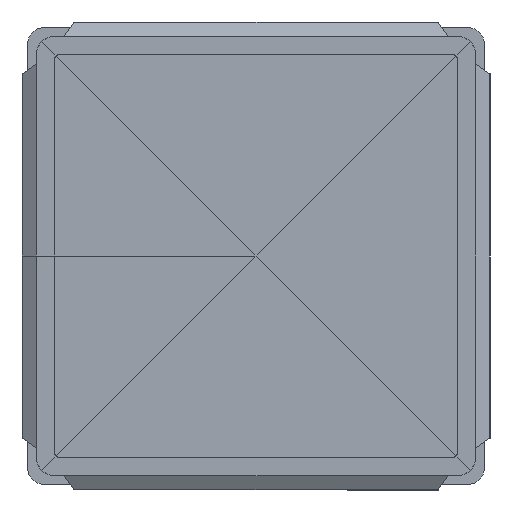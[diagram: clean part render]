
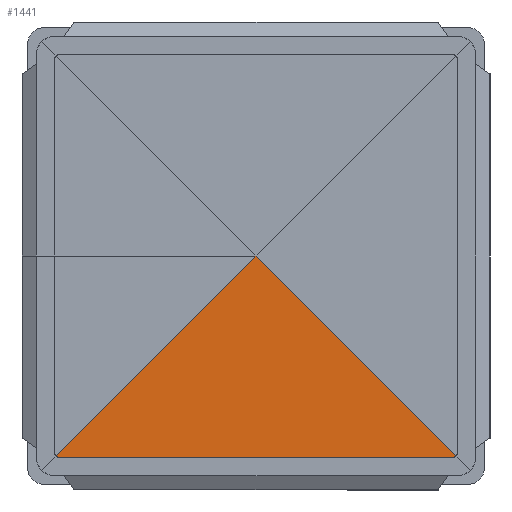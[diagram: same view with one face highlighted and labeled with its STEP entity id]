
A CAD part, front view. The second image highlights one B-rep face of the part: STEP entity #1441.
In plain terms, the highlighted planar face has unit normal (0, -1, 0).
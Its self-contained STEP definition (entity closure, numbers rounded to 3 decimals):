
#203 = EDGE_CURVE ( 'NONE', #2187, #1496, #1429, .T. ) ;
#261 = DIRECTION ( 'NONE',  ( 0.707, 0., -0.707 ) ) ;
#417 = ORIENTED_EDGE ( 'NONE', *, *, #3168, .T. ) ;
#459 = AXIS2_PLACEMENT_3D ( 'NONE', #2400, #3205, #1899 ) ;
#595 = DIRECTION ( 'NONE',  ( 0., -1., 0. ) ) ;
#742 = ORIENTED_EDGE ( 'NONE', *, *, #203, .T. ) ;
#748 = CIRCLE ( 'NONE', #2348, 0.5 ) ;
#771 = CARTESIAN_POINT ( 'NONE',  ( 21.5, 10.018, -22. ) ) ;
#989 = CARTESIAN_POINT ( 'NONE',  ( 21.854, 10.018, -21.854 ) ) ;
#1139 = DIRECTION ( 'NONE',  ( -0.707, 0., -0.707 ) ) ;
#1147 = DIRECTION ( 'NONE',  ( 1., 0., 0. ) ) ;
#1175 = FACE_OUTER_BOUND ( 'NONE', #1702, .T. ) ;
#1327 = CIRCLE ( 'NONE', #3185, 0.5 ) ;
#1371 = VECTOR ( 'NONE', #1147, 1000. ) ;
#1429 = LINE ( 'NONE', #2190, #1371 ) ;
#1441 = ADVANCED_FACE ( 'NONE', ( #1175 ), #2765, .F. ) ;
#1445 = ORIENTED_EDGE ( 'NONE', *, *, #2455, .T. ) ;
#1485 = VERTEX_POINT ( 'NONE', #2470 ) ;
#1496 = VERTEX_POINT ( 'NONE', #771 ) ;
#1609 = DIRECTION ( 'NONE',  ( 0., 0., 1. ) ) ;
#1610 = DIRECTION ( 'NONE',  ( 0., -1., 0. ) ) ;
#1670 = LINE ( 'NONE', #2686, #2019 ) ;
#1702 = EDGE_LOOP ( 'NONE', ( #742, #1445, #1712, #2355, #417 ) ) ;
#1712 = ORIENTED_EDGE ( 'NONE', *, *, #2248, .F. ) ;
#1899 = DIRECTION ( 'NONE',  ( 0., 0., 1. ) ) ;
#1951 = EDGE_CURVE ( 'NONE', #2308, #1485, #1670, .T. ) ;
#1981 = LINE ( 'NONE', #2010, #2449 ) ;
#2010 = CARTESIAN_POINT ( 'NONE',  ( -2.738, 10.018, 2.738 ) ) ;
#2012 = CARTESIAN_POINT ( 'NONE',  ( -21.5, 10.018, -21.5 ) ) ;
#2019 = VECTOR ( 'NONE', #1139, 1000. ) ;
#2029 = CARTESIAN_POINT ( 'NONE',  ( 0., 10.018, 0. ) ) ;
#2187 = VERTEX_POINT ( 'NONE', #3016 ) ;
#2190 = CARTESIAN_POINT ( 'NONE',  ( -27.477, 10.018, -22. ) ) ;
#2214 = VERTEX_POINT ( 'NONE', #989 ) ;
#2248 = EDGE_CURVE ( 'NONE', #2308, #2214, #1981, .T. ) ;
#2308 = VERTEX_POINT ( 'NONE', #2029 ) ;
#2348 = AXIS2_PLACEMENT_3D ( 'NONE', #2574, #595, #1609 ) ;
#2355 = ORIENTED_EDGE ( 'NONE', *, *, #1951, .T. ) ;
#2392 = DIRECTION ( 'NONE',  ( 0., 0., 1. ) ) ;
#2400 = CARTESIAN_POINT ( 'NONE',  ( -27.477, 10.018, -22. ) ) ;
#2449 = VECTOR ( 'NONE', #261, 1000. ) ;
#2455 = EDGE_CURVE ( 'NONE', #1496, #2214, #748, .T. ) ;
#2470 = CARTESIAN_POINT ( 'NONE',  ( -21.854, 10.018, -21.854 ) ) ;
#2574 = CARTESIAN_POINT ( 'NONE',  ( 21.5, 10.018, -21.5 ) ) ;
#2686 = CARTESIAN_POINT ( 'NONE',  ( -24.738, 10.018, -24.738 ) ) ;
#2765 = PLANE ( 'NONE',  #459 ) ;
#3016 = CARTESIAN_POINT ( 'NONE',  ( -21.5, 10.018, -22. ) ) ;
#3168 = EDGE_CURVE ( 'NONE', #1485, #2187, #1327, .T. ) ;
#3185 = AXIS2_PLACEMENT_3D ( 'NONE', #2012, #1610, #2392 ) ;
#3205 = DIRECTION ( 'NONE',  ( 0., 1., 0. ) ) ;
